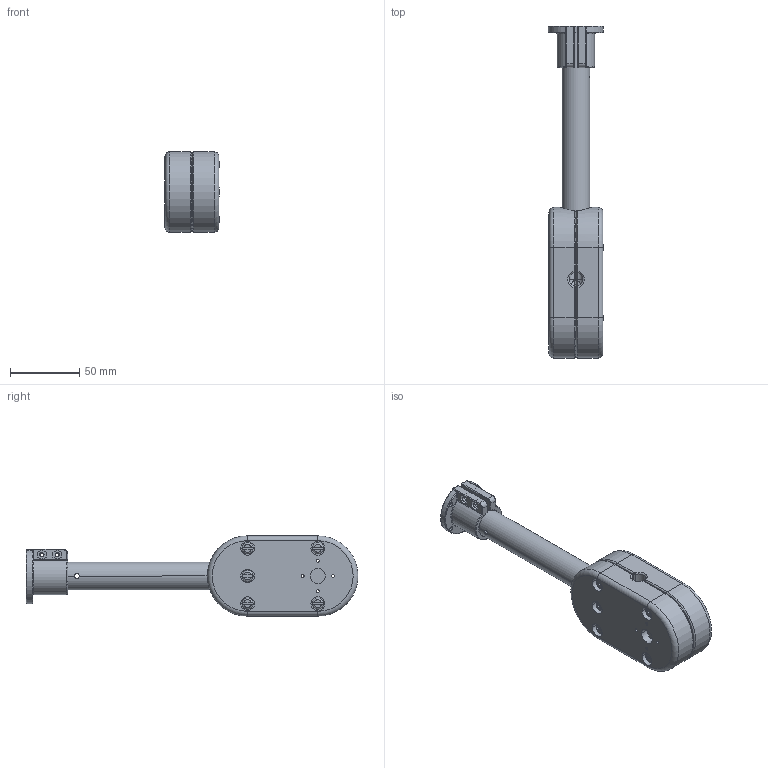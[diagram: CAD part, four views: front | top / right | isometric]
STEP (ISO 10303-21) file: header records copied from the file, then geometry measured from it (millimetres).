
FILE_DESCRIPTION((''),'2;1');
FILE_NAME('ASSIEME_BASCULANTE_ASM','2016-11-21T',('Karim'),(''),'CREO PARAMETRIC BY PTC INC, 2014350','CREO PARAMETRIC BY PTC INC, 2014350','');
FILE_SCHEMA(('CONFIG_CONTROL_DESIGN'));
Length unit declared in the file: millimetre
Products named in the file (9): BASCULANTE; BASCULANTE_SPECCHIO; TUBO1; MANICOTTO; GUARNIZIONE_BASCULANTE; ISLPS0510; IWPSA06; INHS105; ASSIEME_BASCULANTE_ASM
Assembly tree (25 placements, depth 2):
  ASSIEME_BASCULANTE_ASM
    BASCULANTE
    BASCULANTE_SPECCHIO
    TUBO1
    MANICOTTO
    GUARNIZIONE_BASCULANTE
    ISLPS0510  x5
    IWPSA06  x10
    INHS105  x5
Bounding box: 39.82 x 239.79 x 58 mm (x, y, z)
Volume: 156858.3 mm3; surface area: 82496 mm2
Topology: 25 solids, 37 shells, 795 faces, 1839 edges, 1121 vertices
Faces by surface type: cylinder 324, plane 238, torus 109, cone 80, sphere 33, bspline 11
Entity records: 18528 total; most frequent: CARTESIAN_POINT 4416, DIRECTION 3183, ORIENTED_EDGE 2710, EDGE_CURVE 1379, AXIS2_PLACEMENT_3D 1320, VERTEX_POINT 841, CIRCLE 714, EDGE_LOOP 670
